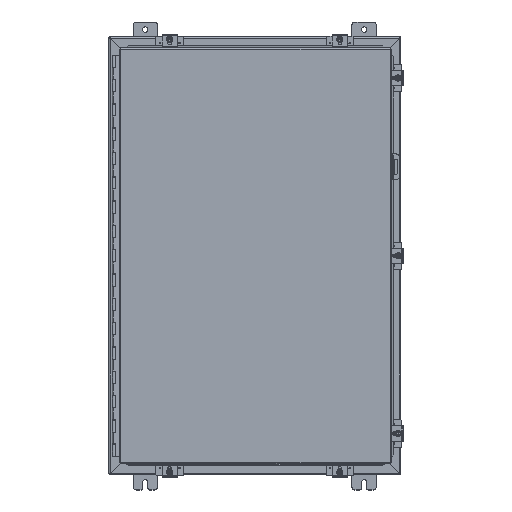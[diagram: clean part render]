
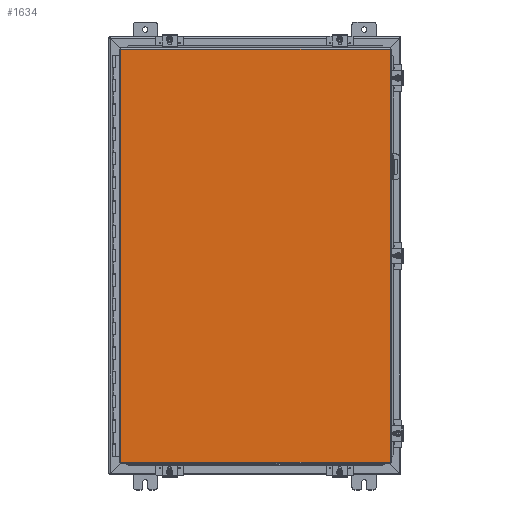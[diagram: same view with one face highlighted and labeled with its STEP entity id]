
A CAD part, top view. The second image highlights one B-rep face of the part: STEP entity #1634.
In plain terms, the highlighted face is planar.
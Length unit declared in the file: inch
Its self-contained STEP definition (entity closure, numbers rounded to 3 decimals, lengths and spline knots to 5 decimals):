
#431 = EDGE_CURVE ( 'NONE', #28614, #35598, #23290, .T. ) ;
#1634 = ADVANCED_FACE ( 'NONE', ( #9904 ), #42110, .F. ) ;
#2400 = LINE ( 'NONE', #42808, #40055 ) ;
#7558 = EDGE_CURVE ( 'NONE', #35598, #20854, #29470, .T. ) ;
#8728 = CARTESIAN_POINT ( 'NONE',  ( -11.08225, -16.9885, 0. ) ) ;
#9904 = FACE_OUTER_BOUND ( 'NONE', #29004, .T. ) ;
#10755 = EDGE_CURVE ( 'NONE', #37838, #28614, #47138, .T. ) ;
#14083 = CARTESIAN_POINT ( 'NONE',  ( -11.08225, -8.49425, 0. ) ) ;
#15324 = DIRECTION ( 'NONE',  ( 0., 1., 0. ) ) ;
#15700 = ORIENTED_EDGE ( 'NONE', *, *, #43494, .T. ) ;
#16518 = CARTESIAN_POINT ( 'NONE',  ( 11.08225, 16.9885, 0. ) ) ;
#19045 = ORIENTED_EDGE ( 'NONE', *, *, #10755, .T. ) ;
#19333 = VECTOR ( 'NONE', #29610, 39.37008 ) ;
#19544 = ORIENTED_EDGE ( 'NONE', *, *, #7558, .T. ) ;
#20854 = VERTEX_POINT ( 'NONE', #27211 ) ;
#22441 = VECTOR ( 'NONE', #39896, 39.37008 ) ;
#23290 = LINE ( 'NONE', #40414, #22441 ) ;
#27211 = CARTESIAN_POINT ( 'NONE',  ( 11.08225, -16.9885, 0. ) ) ;
#27948 = CARTESIAN_POINT ( 'NONE',  ( 11.08225, 8.49425, 0. ) ) ;
#28614 = VERTEX_POINT ( 'NONE', #33254 ) ;
#29004 = EDGE_LOOP ( 'NONE', ( #19045, #47483, #19544, #15700 ) ) ;
#29470 = LINE ( 'NONE', #27948, #19333 ) ;
#29610 = DIRECTION ( 'NONE',  ( 0., -1., 0. ) ) ;
#33254 = CARTESIAN_POINT ( 'NONE',  ( -11.08225, 16.9885, 0. ) ) ;
#35598 = VERTEX_POINT ( 'NONE', #16518 ) ;
#37838 = VERTEX_POINT ( 'NONE', #8728 ) ;
#38219 = DIRECTION ( 'NONE',  ( 1., 0., 0. ) ) ;
#38326 = DIRECTION ( 'NONE',  ( 0., 0., 1. ) ) ;
#38486 = CARTESIAN_POINT ( 'NONE',  ( 0., 0., 0. ) ) ;
#39896 = DIRECTION ( 'NONE',  ( 1., 0., 0. ) ) ;
#40055 = VECTOR ( 'NONE', #42977, 39.37008 ) ;
#40414 = CARTESIAN_POINT ( 'NONE',  ( -5.59375, 16.9885, 0. ) ) ;
#42110 = PLANE ( 'NONE',  #45177 ) ;
#42808 = CARTESIAN_POINT ( 'NONE',  ( 5.54112, -16.9885, 0. ) ) ;
#42977 = DIRECTION ( 'NONE',  ( -1., 0., 0. ) ) ;
#43494 = EDGE_CURVE ( 'NONE', #20854, #37838, #2400, .T. ) ;
#45177 = AXIS2_PLACEMENT_3D ( 'NONE', #38486, #38326, #38219 ) ;
#46707 = VECTOR ( 'NONE', #15324, 39.37008 ) ;
#47138 = LINE ( 'NONE', #14083, #46707 ) ;
#47483 = ORIENTED_EDGE ( 'NONE', *, *, #431, .T. ) ;
